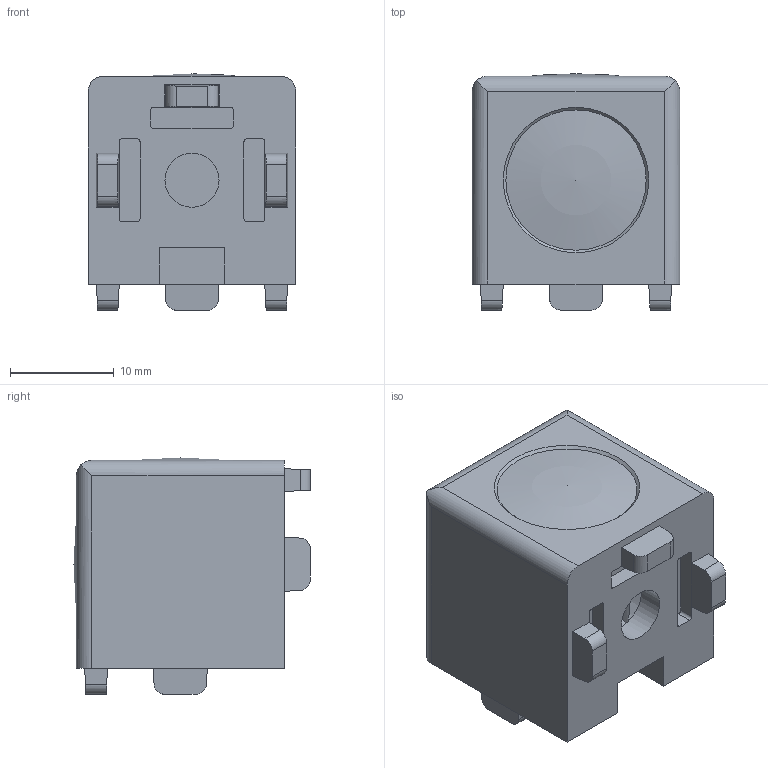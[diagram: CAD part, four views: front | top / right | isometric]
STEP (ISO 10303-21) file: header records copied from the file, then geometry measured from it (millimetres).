
FILE_DESCRIPTION(/* description */ ('STEP AP214'),/* implementation_level */ '2;1');
FILE_NAME(/* name */ '26772_4976',/* time_stamp */ '2025-11-14T16:22:23+01:00',/* author */ ('License CC BY-ND 4.0'),/* organization */ ('CADENAS'),/* preprocessor_version */ 'ST-DEVELOPER v19.3',/* originating_system */ 'PARTsolutions',/* authorisation */ ' ');
FILE_SCHEMA (('AUTOMOTIVE_DESIGN {1 0 10303 214 3 1 1}'));
Length unit declared in the file: millimetre
Products named in the file (3): 093WW203N05; 093WW203N05_body; 093WW203N05_cap
Assembly tree (3 placements, depth 2):
  093WW203N05
    093WW203N05_body
    093WW203N05_cap  x2
Bounding box: 20 x 22.74 x 22.74 mm (x, y, z)
Volume: 5332.7 mm3; surface area: 4454.3 mm2
Topology: 3 solids, 3 shells, 163 faces, 425 edges, 276 vertices
Faces by surface type: plane 90, cylinder 61, cone 6, torus 4, sphere 2
Full cylindrical faces by diameter (mm): 5.2 x2, 11 x2, 12 x4
Entity records: 4385 total; most frequent: DIRECTION 777, CARTESIAN_POINT 740, ORIENTED_EDGE 710, EDGE_CURVE 355, AXIS2_PLACEMENT_3D 275, VERTEX_POINT 238, LINE 227, VECTOR 227
